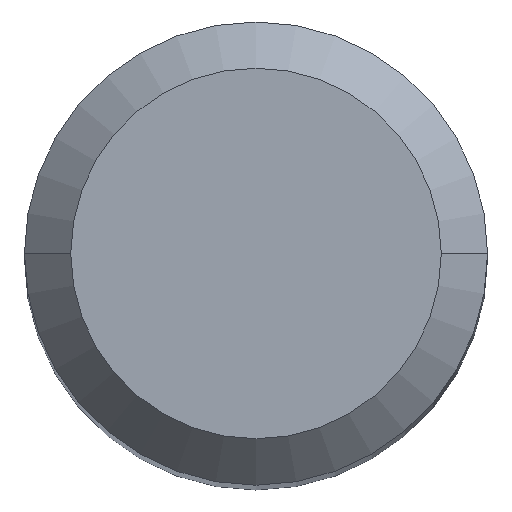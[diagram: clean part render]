
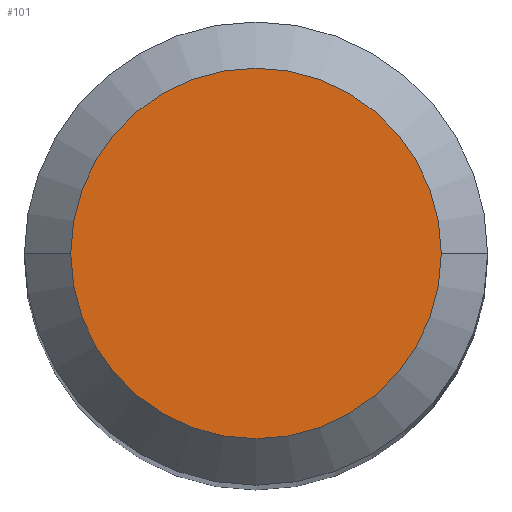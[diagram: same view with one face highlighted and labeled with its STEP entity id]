
A CAD part, top view. The second image highlights one B-rep face of the part: STEP entity #101.
In plain terms, the highlighted planar face has unit normal (0, 0, 1).
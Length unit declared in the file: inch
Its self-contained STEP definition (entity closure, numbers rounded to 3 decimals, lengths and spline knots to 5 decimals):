
#4 = VERTEX_POINT ( 'NONE', #461 ) ;
#13 = EDGE_CURVE ( 'NONE', #319, #4, #170, .T. ) ;
#16 = FACE_OUTER_BOUND ( 'NONE', #181, .T. ) ;
#17 = AXIS2_PLACEMENT_3D ( 'NONE', #338, #490, #152 ) ;
#37 = DIRECTION ( 'NONE',  ( 1., 0., 0. ) ) ;
#51 = EDGE_CURVE ( 'NONE', #4, #319, #237, .T. ) ;
#101 = ADVANCED_FACE ( 'NONE', ( #16 ), #435, .F. ) ;
#102 = CARTESIAN_POINT ( 'NONE',  ( 0.09448, 0., 0. ) ) ;
#108 = CARTESIAN_POINT ( 'NONE',  ( 0., 0., 0. ) ) ;
#152 = DIRECTION ( 'NONE',  ( 1., 0., 0. ) ) ;
#170 = CIRCLE ( 'NONE', #397, 0.09448 ) ;
#181 = EDGE_LOOP ( 'NONE', ( #455, #446 ) ) ;
#208 = CARTESIAN_POINT ( 'NONE',  ( 0., 0., 0. ) ) ;
#237 = CIRCLE ( 'NONE', #17, 0.09448 ) ;
#269 = DIRECTION ( 'NONE',  ( 0., 0., 1. ) ) ;
#316 = DIRECTION ( 'NONE',  ( -1., 0., 0. ) ) ;
#319 = VERTEX_POINT ( 'NONE', #102 ) ;
#338 = CARTESIAN_POINT ( 'NONE',  ( 0., 0., 0. ) ) ;
#397 = AXIS2_PLACEMENT_3D ( 'NONE', #108, #269, #37 ) ;
#414 = AXIS2_PLACEMENT_3D ( 'NONE', #208, #469, #316 ) ;
#435 = PLANE ( 'NONE',  #414 ) ;
#446 = ORIENTED_EDGE ( 'NONE', *, *, #13, .T. ) ;
#455 = ORIENTED_EDGE ( 'NONE', *, *, #51, .T. ) ;
#461 = CARTESIAN_POINT ( 'NONE',  ( -0.09448, 0., 0. ) ) ;
#469 = DIRECTION ( 'NONE',  ( 0., 0., -1. ) ) ;
#490 = DIRECTION ( 'NONE',  ( 0., 0., 1. ) ) ;
